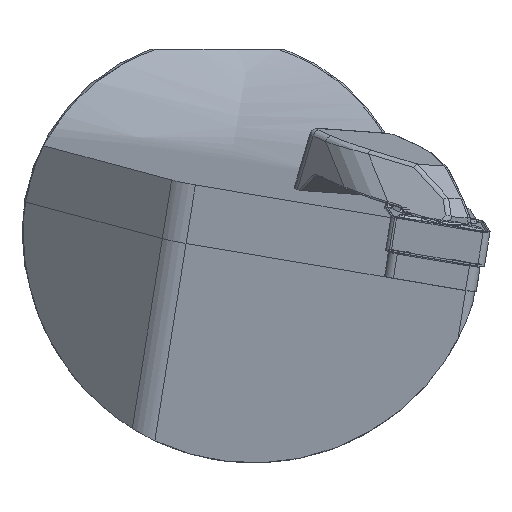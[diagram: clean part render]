
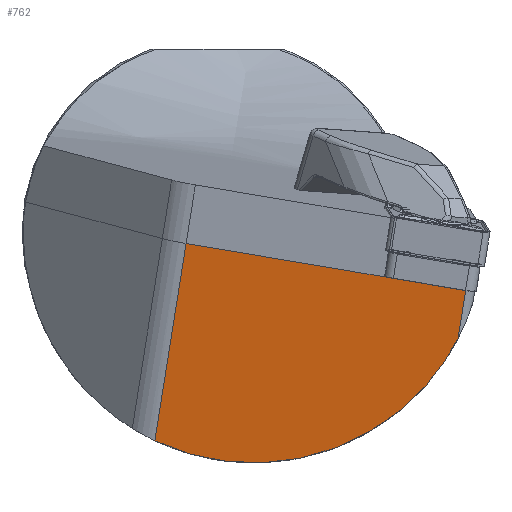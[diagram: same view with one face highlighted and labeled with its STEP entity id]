
A CAD part, left-side view. The second image highlights one B-rep face of the part: STEP entity #762.
In plain terms, the highlighted planar face has unit normal (-0.991, 0.102, -0.089).
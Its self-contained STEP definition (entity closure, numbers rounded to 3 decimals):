
#677=ELLIPSE('',#3399,29.774,29.5);
#762=ADVANCED_FACE('',(#1010),#930,.F.);
#930=PLANE('',#3403);
#1010=FACE_OUTER_BOUND('',#1162,.T.);
#1162=EDGE_LOOP('',(#1819,#1820,#1821,#1822,#1823,#1824));
#1348=LINE('',#4547,#1564);
#1366=LINE('',#4670,#1582);
#1367=LINE('',#4672,#1583);
#1368=LINE('',#4673,#1584);
#1369=LINE('',#4675,#1585);
#1564=VECTOR('',#3704,1.);
#1582=VECTOR('',#3752,1.);
#1583=VECTOR('',#3753,1.);
#1584=VECTOR('',#3754,1.);
#1585=VECTOR('',#3755,1.);
#1819=ORIENTED_EDGE('',*,*,#2897,.F.);
#1820=ORIENTED_EDGE('',*,*,#2898,.T.);
#1821=ORIENTED_EDGE('',*,*,#2889,.T.);
#1822=ORIENTED_EDGE('',*,*,#2899,.F.);
#1823=ORIENTED_EDGE('',*,*,#2900,.T.);
#1824=ORIENTED_EDGE('',*,*,#2865,.T.);
#2600=VERTEX_POINT('',#4544);
#2601=VERTEX_POINT('',#4546);
#2621=VERTEX_POINT('',#4646);
#2622=VERTEX_POINT('',#4648);
#2627=VERTEX_POINT('',#4671);
#2628=VERTEX_POINT('',#4674);
#2865=EDGE_CURVE('',#2600,#2601,#1348,.T.);
#2889=EDGE_CURVE('',#2622,#2621,#677,.T.);
#2897=EDGE_CURVE('',#2627,#2601,#1366,.T.);
#2898=EDGE_CURVE('',#2627,#2622,#1367,.T.);
#2899=EDGE_CURVE('',#2628,#2621,#1368,.T.);
#2900=EDGE_CURVE('',#2628,#2600,#1369,.T.);
#3399=AXIS2_PLACEMENT_3D('',#4647,#3740,#3741);
#3403=AXIS2_PLACEMENT_3D('',#4676,#3756,#3757);
#3704=DIRECTION('',(0.086,0.983,0.165));
#3740=DIRECTION('',(-0.991,0.102,-0.089));
#3741=DIRECTION('',(-0.135,-0.744,0.654));
#3752=DIRECTION('',(-0.086,-0.983,-0.165));
#3753=DIRECTION('',(0.105,0.156,-0.982));
#3754=DIRECTION('',(0.105,0.156,-0.982));
#3755=DIRECTION('',(0.086,0.983,0.165));
#3756=DIRECTION('',(0.991,-0.102,0.089));
#3757=DIRECTION('',(0.102,0.995,0.));
#4544=CARTESIAN_POINT('',(-270.808,-13.852,-5.937));
#4546=CARTESIAN_POINT('',(-270.772,-13.442,-5.868));
#4547=CARTESIAN_POINT('',(-268.543,12.04,-1.595));
#4646=CARTESIAN_POINT('',(-271.018,-22.785,-13.775));
#4647=CARTESIAN_POINT('',(-269.555,3.404,-0.195));
#4648=CARTESIAN_POINT('',(-265.855,16.04,-26.852));
#4670=CARTESIAN_POINT('',(-268.543,12.04,-1.595));
#4671=CARTESIAN_POINT('',(-268.543,12.04,-1.595));
#4672=CARTESIAN_POINT('',(-333.212,-84.212,606.115));
#4673=CARTESIAN_POINT('',(-336.344,-120.015,600.111));
#4674=CARTESIAN_POINT('',(-271.675,-23.763,-7.599));
#4675=CARTESIAN_POINT('',(-268.543,12.04,-1.595));
#4676=CARTESIAN_POINT('',(-333.212,-84.212,606.115));
